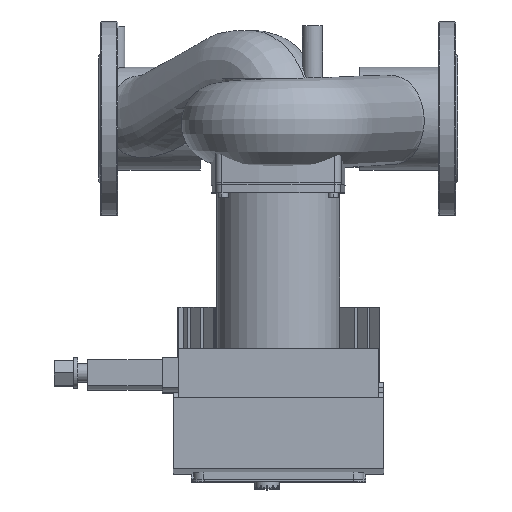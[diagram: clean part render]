
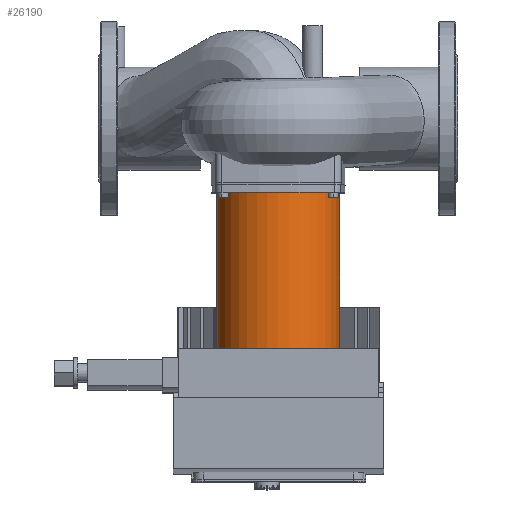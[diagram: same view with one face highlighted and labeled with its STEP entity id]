
A CAD part, top view. The second image highlights one B-rep face of the part: STEP entity #26190.
In plain terms, the highlighted cylindrical face has radius 61 mm (diameter 122 mm), a full revolution.
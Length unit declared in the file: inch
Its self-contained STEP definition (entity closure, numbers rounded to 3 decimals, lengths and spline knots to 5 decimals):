
#2964=LINE('',#67681,#5542);
#5542=VECTOR('',#35875,2.40157);
#6040=CYLINDRICAL_SURFACE('',#28647,2.40157);
#7638=FACE_OUTER_BOUND('',#9174,.T.);
#9174=EDGE_LOOP('',(#23603,#23604,#23605,#23606,#23607));
#10161=CIRCLE('',#28648,2.40157);
#10162=CIRCLE('',#28649,2.40157);
#10163=CIRCLE('',#28650,2.40157);
#12465=VERTEX_POINT('',#67678);
#12466=VERTEX_POINT('',#67680);
#12467=VERTEX_POINT('',#67682);
#16198=EDGE_CURVE('',#12465,#12465,#10161,.T.);
#16199=EDGE_CURVE('',#12465,#12466,#2964,.T.);
#16200=EDGE_CURVE('',#12467,#12466,#10162,.T.);
#16201=EDGE_CURVE('',#12466,#12467,#10163,.T.);
#23603=ORIENTED_EDGE('',*,*,#16198,.T.);
#23604=ORIENTED_EDGE('',*,*,#16199,.T.);
#23605=ORIENTED_EDGE('',*,*,#16200,.F.);
#23606=ORIENTED_EDGE('',*,*,#16201,.F.);
#23607=ORIENTED_EDGE('',*,*,#16199,.F.);
#26190=ADVANCED_FACE('',(#7638),#6040,.T.);
#28647=AXIS2_PLACEMENT_3D('',#67677,#35871,#35872);
#28648=AXIS2_PLACEMENT_3D('',#67679,#35873,#35874);
#28649=AXIS2_PLACEMENT_3D('',#67683,#35876,#35877);
#28650=AXIS2_PLACEMENT_3D('',#67684,#35878,#35879);
#35871=DIRECTION('center_axis',(0.,-1.,0.));
#35872=DIRECTION('ref_axis',(-1.,0.,0.));
#35873=DIRECTION('center_axis',(0.,1.,0.));
#35874=DIRECTION('ref_axis',(-1.,0.,0.));
#35875=DIRECTION('',(0.,1.,0.));
#35876=DIRECTION('center_axis',(0.,1.,0.));
#35877=DIRECTION('ref_axis',(-1.,0.,0.));
#35878=DIRECTION('center_axis',(0.,1.,0.));
#35879=DIRECTION('ref_axis',(-1.,0.,0.));
#67677=CARTESIAN_POINT('Origin',(246.10741,-29.08126,7.95373));
#67678=CARTESIAN_POINT('',(248.50898,-35.16393,7.95373));
#67679=CARTESIAN_POINT('Origin',(246.10741,-35.16393,7.95373));
#67680=CARTESIAN_POINT('',(248.50898,-29.08126,7.95373));
#67681=CARTESIAN_POINT('',(248.50898,-29.08126,7.95373));
#67682=CARTESIAN_POINT('',(246.10741,-29.08126,5.55216));
#67683=CARTESIAN_POINT('Origin',(246.10741,-29.08126,7.95373));
#67684=CARTESIAN_POINT('Origin',(246.10741,-29.08126,7.95373));
